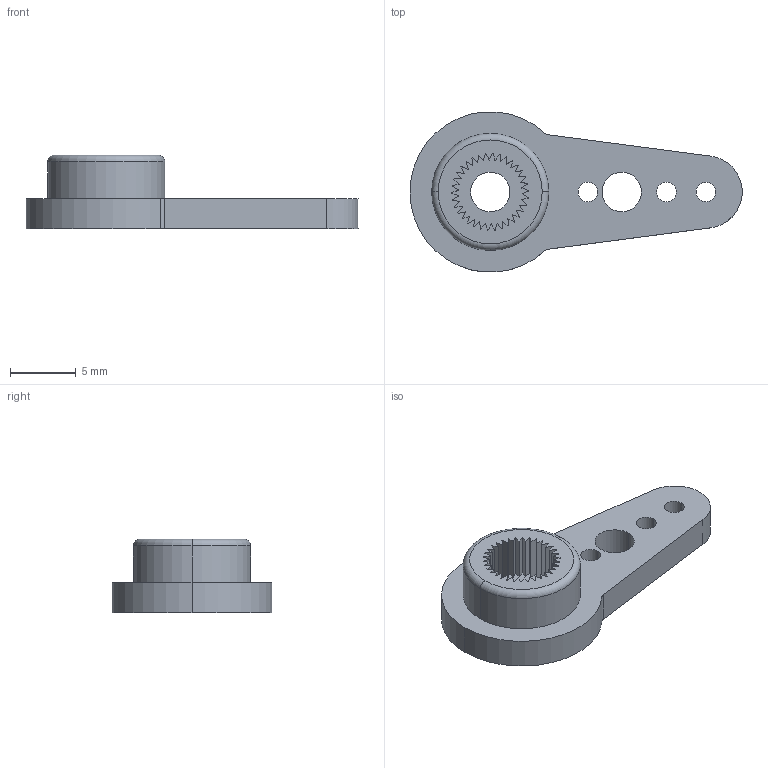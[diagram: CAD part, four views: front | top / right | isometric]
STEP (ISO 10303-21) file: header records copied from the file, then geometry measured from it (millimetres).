
FILE_DESCRIPTION (( 'STEP AP214' ), '1' );
FILE_NAME ('Standard servo arm single.STEP', '2021-06-03T07:24:05', ( '' ), ( '' ), 'SwSTEP 2.0', 'SolidWorks 2016', '' );
FILE_SCHEMA (( 'AUTOMOTIVE_DESIGN' ));
Length unit declared in the file: millimetre
Products named in the file (1): Standard servo arm single
Bounding box: 25.24 x 12.16 x 5.6 mm (x, y, z)
Volume: 531.1 mm3; surface area: 831.4 mm2
Topology: 1 solids, 1 shells, 170 faces, 487 edges, 324 vertices
Faces by surface type: plane 145, cylinder 23, torus 2
Entity records: 5539 total; most frequent: CARTESIAN_POINT 982, ORIENTED_EDGE 974, DIRECTION 879, EDGE_CURVE 487, VECTOR 437, LINE 437, VERTEX_POINT 324, AXIS2_PLACEMENT_3D 221
